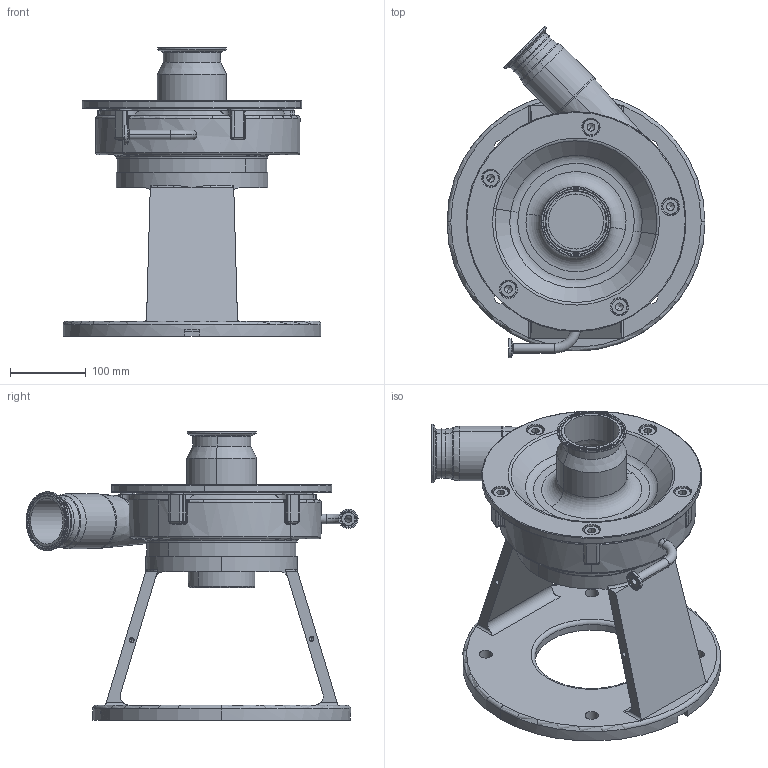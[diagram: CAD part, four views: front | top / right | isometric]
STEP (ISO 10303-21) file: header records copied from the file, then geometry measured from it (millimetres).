
FILE_DESCRIPTION (( 'STEP AP214' ), '1' );
FILE_NAME ('FPX 3541-3542 320TC 45L 1-2 In ELBOW LEFT DRAIN.STEP', '2023-01-16T20:38:25', ( '' ), ( '' ), 'SwSTEP 2.0', 'SolidWorks 2021', '' );
FILE_SCHEMA (( 'AUTOMOTIVE_DESIGN' ));
Length unit declared in the file: millimetre
Products named in the file (1): FPX 3541-3542 320TC 45L 1-2 In ELBOW LEFT DRAIN
Bounding box: 340 x 437.62 x 380.5 mm (x, y, z)
Volume: 6473293.5 mm3; surface area: 693920.2 mm2
Topology: 1 solids, 2 shells, 558 faces, 1330 edges, 767 vertices
Faces by surface type: cylinder 186, torus 104, bspline 83, plane 80, cone 80, sphere 25
Entity records: 20365 total; most frequent: CARTESIAN_POINT 7859, DIRECTION 2747, ORIENTED_EDGE 2570, EDGE_CURVE 1285, AXIS2_PLACEMENT_3D 1197, VERTEX_POINT 765, CIRCLE 721, EDGE_LOOP 614
